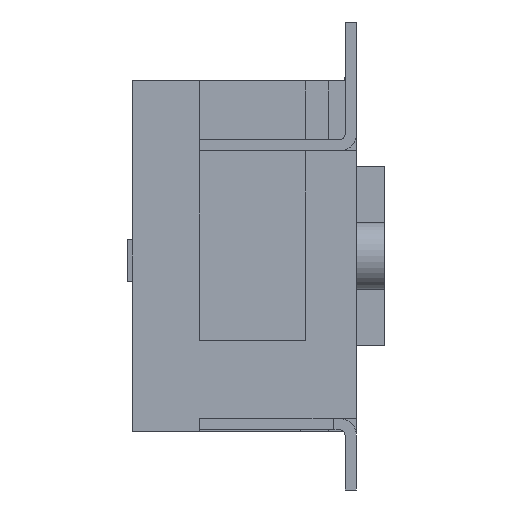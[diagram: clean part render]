
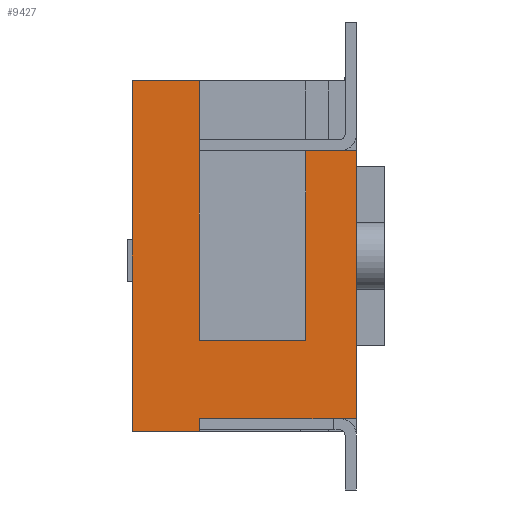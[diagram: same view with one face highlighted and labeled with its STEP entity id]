
A CAD part, left-side view. The second image highlights one B-rep face of the part: STEP entity #9427.
In plain terms, the highlighted planar face has unit normal (-1, 0, 0).
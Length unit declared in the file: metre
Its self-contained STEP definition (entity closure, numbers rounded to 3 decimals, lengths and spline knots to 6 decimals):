
#2849=ORIENTED_EDGE('',*,*,#4291,.F.);
#2850=ORIENTED_EDGE('',*,*,#4386,.F.);
#2851=ORIENTED_EDGE('',*,*,#4356,.F.);
#2852=ORIENTED_EDGE('',*,*,#4362,.T.);
#2853=ORIENTED_EDGE('',*,*,#4307,.F.);
#2854=ORIENTED_EDGE('',*,*,#4305,.F.);
#2855=ORIENTED_EDGE('',*,*,#4384,.T.);
#2856=ORIENTED_EDGE('',*,*,#4295,.F.);
#2857=ORIENTED_EDGE('',*,*,#4040,.F.);
#2858=ORIENTED_EDGE('',*,*,#4035,.F.);
#4035=EDGE_CURVE('',#5025,#5026,#5884,.T.);
#4040=EDGE_CURVE('',#5026,#5030,#5889,.T.);
#4291=EDGE_CURVE('',#5207,#5025,#6102,.T.);
#4295=EDGE_CURVE('',#5030,#5210,#6106,.T.);
#4305=EDGE_CURVE('',#5214,#5215,#6116,.T.);
#4307=EDGE_CURVE('',#5215,#5216,#6118,.T.);
#4356=EDGE_CURVE('',#5250,#5249,#6163,.T.);
#4362=EDGE_CURVE('',#5250,#5216,#6169,.T.);
#4384=EDGE_CURVE('',#5214,#5210,#6190,.T.);
#4386=EDGE_CURVE('',#5249,#5207,#6191,.T.);
#5025=VERTEX_POINT('',#17608);
#5026=VERTEX_POINT('',#17609);
#5030=VERTEX_POINT('',#17619);
#5207=VERTEX_POINT('',#18740);
#5210=VERTEX_POINT('',#18748);
#5214=VERTEX_POINT('',#18764);
#5215=VERTEX_POINT('',#18766);
#5216=VERTEX_POINT('',#18770);
#5249=VERTEX_POINT('',#18864);
#5250=VERTEX_POINT('',#18866);
#5884=LINE('',#17607,#6821);
#5889=LINE('',#17618,#6826);
#6102=LINE('',#18739,#7039);
#6106=LINE('',#18747,#7043);
#6116=LINE('',#18765,#7053);
#6118=LINE('',#18769,#7055);
#6163=LINE('',#18867,#7100);
#6169=LINE('',#18879,#7106);
#6190=LINE('',#18916,#7127);
#6191=LINE('',#18920,#7128);
#6821=VECTOR('',#14671,1.);
#6826=VECTOR('',#14678,1.);
#7039=VECTOR('',#15073,1.);
#7043=VECTOR('',#15079,1.);
#7053=VECTOR('',#15095,1.);
#7055=VECTOR('',#15099,1.);
#7100=VECTOR('',#15180,1.);
#7106=VECTOR('',#15190,1.);
#7127=VECTOR('',#15237,1.);
#7128=VECTOR('',#15242,1.);
#7624=EDGE_LOOP('',(#2849,#2850,#2851,#2852,#2853,#2854,#2855,#2856,#2857,
#2858));
#8129=FACE_BOUND('',#7624,.T.);
#8489=PLANE('',#12985);
#9427=ADVANCED_FACE('',(#8129),#8489,.F.);
#12985=AXIS2_PLACEMENT_3D('',#18919,#15240,#15241);
#14671=DIRECTION('',(0.,-1.,0.));
#14678=DIRECTION('',(0.,0.,1.));
#15073=DIRECTION('',(0.,0.,-1.));
#15079=DIRECTION('',(0.,-1.,0.));
#15095=DIRECTION('',(0.,1.,0.));
#15099=DIRECTION('',(0.,0.,-1.));
#15180=DIRECTION('',(0.,0.,1.));
#15190=DIRECTION('',(0.,-1.,0.));
#15237=DIRECTION('',(0.,0.,1.));
#15240=DIRECTION('',(1.,0.,0.));
#15241=DIRECTION('',(0.,0.,-1.));
#15242=DIRECTION('',(0.,-1.,0.));
#17607=CARTESIAN_POINT('',(-0.004805,0.0028,-0.001501));
#17608=CARTESIAN_POINT('',(-0.004805,0.0028,-0.001501));
#17609=CARTESIAN_POINT('',(-0.004805,0.000905,-0.001501));
#17618=CARTESIAN_POINT('',(-0.004805,0.000905,-0.001501));
#17619=CARTESIAN_POINT('',(-0.004805,0.000905,0.001874));
#18739=CARTESIAN_POINT('',(-0.004805,0.0028,0.002074));
#18740=CARTESIAN_POINT('',(-0.004805,0.0028,0.003125));
#18747=CARTESIAN_POINT('',(-0.004805,0.0028,0.001874));
#18748=CARTESIAN_POINT('',(-0.004805,0.,0.001874));
#18764=CARTESIAN_POINT('',(-0.004805,0.,-0.0029));
#18765=CARTESIAN_POINT('',(-0.004805,0.0028,-0.0029));
#18766=CARTESIAN_POINT('',(-0.004805,0.0028,-0.0029));
#18769=CARTESIAN_POINT('',(-0.004805,0.0028,0.002074));
#18770=CARTESIAN_POINT('',(-0.004805,0.0028,-0.003125));
#18864=CARTESIAN_POINT('',(-0.004805,0.004,0.003125));
#18866=CARTESIAN_POINT('',(-0.004805,0.004,-0.003125));
#18867=CARTESIAN_POINT('',(-0.004805,0.004,-0.003125));
#18879=CARTESIAN_POINT('',(-0.004805,0.004,-0.003125));
#18916=CARTESIAN_POINT('',(-0.004805,0.,-0.003125));
#18919=CARTESIAN_POINT('',(-0.004805,0.004,-0.003125));
#18920=CARTESIAN_POINT('',(-0.004805,0.004,0.003125));
